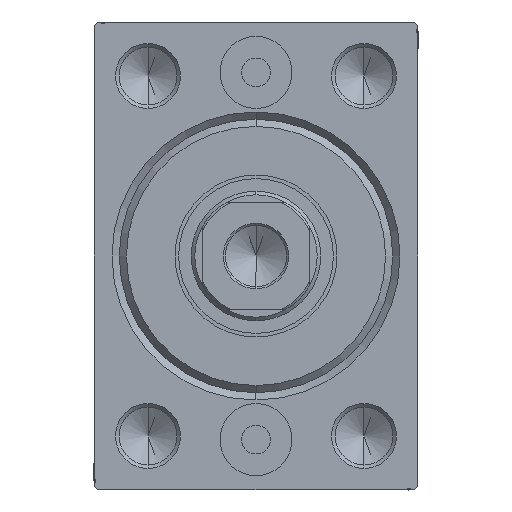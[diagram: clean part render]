
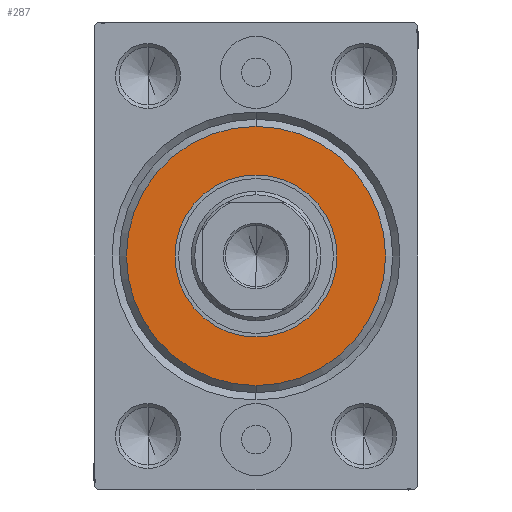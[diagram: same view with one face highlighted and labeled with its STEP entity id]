
A CAD part, left-side view. The second image highlights one B-rep face of the part: STEP entity #287.
In plain terms, the highlighted face is planar.
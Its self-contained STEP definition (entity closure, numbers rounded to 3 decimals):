
#287 = ADVANCED_FACE ( 'NONE', ( #14321, #20574 ), #24577, .T. ) ;
#773 = AXIS2_PLACEMENT_3D ( 'NONE', #5221, #38467, #11914 ) ;
#1120 = VERTEX_POINT ( 'NONE', #18057 ) ;
#4435 = DIRECTION ( 'NONE',  ( 1., 0., 0. ) ) ;
#5221 = CARTESIAN_POINT ( 'NONE',  ( 3., 0., 0. ) ) ;
#6699 = VERTEX_POINT ( 'NONE', #21468 ) ;
#9323 = DIRECTION ( 'NONE',  ( 1., 0., 0. ) ) ;
#10411 = EDGE_LOOP ( 'NONE', ( #32097, #15084 ) ) ;
#10464 = DIRECTION ( 'NONE',  ( 0., 0., -1. ) ) ;
#11914 = DIRECTION ( 'NONE',  ( 0., 0., -1. ) ) ;
#13737 = AXIS2_PLACEMENT_3D ( 'NONE', #29145, #4435, #42530 ) ;
#13804 = CARTESIAN_POINT ( 'NONE',  ( 3., 0., 0. ) ) ;
#14321 = FACE_OUTER_BOUND ( 'NONE', #23447, .T. ) ;
#14441 = CIRCLE ( 'NONE', #13737, 11.25 ) ;
#15084 = ORIENTED_EDGE ( 'NONE', *, *, #31617, .F. ) ;
#15527 = AXIS2_PLACEMENT_3D ( 'NONE', #13804, #27403, #10464 ) ;
#18057 = CARTESIAN_POINT ( 'NONE',  ( 3., 0., 11.25 ) ) ;
#18458 = AXIS2_PLACEMENT_3D ( 'NONE', #39875, #9323, #37853 ) ;
#19889 = CIRCLE ( 'NONE', #18458, 11.25 ) ;
#20022 = CIRCLE ( 'NONE', #773, 18. ) ;
#20574 = FACE_BOUND ( 'NONE', #10411, .T. ) ;
#20808 = VERTEX_POINT ( 'NONE', #24611 ) ;
#21468 = CARTESIAN_POINT ( 'NONE',  ( 3., 0., 18. ) ) ;
#23447 = EDGE_LOOP ( 'NONE', ( #41464, #34456 ) ) ;
#24137 = DIRECTION ( 'NONE',  ( 0., 0., -1. ) ) ;
#24577 = PLANE ( 'NONE',  #43965 ) ;
#24611 = CARTESIAN_POINT ( 'NONE',  ( 3., 0., -11.25 ) ) ;
#25139 = EDGE_CURVE ( 'NONE', #27398, #6699, #34752, .T. ) ;
#27398 = VERTEX_POINT ( 'NONE', #36031 ) ;
#27403 = DIRECTION ( 'NONE',  ( 1., 0., 0. ) ) ;
#29145 = CARTESIAN_POINT ( 'NONE',  ( 3., 0., 0. ) ) ;
#31617 = EDGE_CURVE ( 'NONE', #1120, #20808, #19889, .T. ) ;
#31693 = DIRECTION ( 'NONE',  ( 1., 0., 0. ) ) ;
#32097 = ORIENTED_EDGE ( 'NONE', *, *, #43043, .F. ) ;
#34456 = ORIENTED_EDGE ( 'NONE', *, *, #25139, .T. ) ;
#34752 = CIRCLE ( 'NONE', #15527, 18. ) ;
#34829 = CARTESIAN_POINT ( 'NONE',  ( 3., 0., 0. ) ) ;
#36031 = CARTESIAN_POINT ( 'NONE',  ( 3., 0., -18. ) ) ;
#37266 = EDGE_CURVE ( 'NONE', #6699, #27398, #20022, .T. ) ;
#37853 = DIRECTION ( 'NONE',  ( 0., 0., -1. ) ) ;
#38467 = DIRECTION ( 'NONE',  ( 1., 0., 0. ) ) ;
#39875 = CARTESIAN_POINT ( 'NONE',  ( 3., 0., 0. ) ) ;
#41464 = ORIENTED_EDGE ( 'NONE', *, *, #37266, .T. ) ;
#42530 = DIRECTION ( 'NONE',  ( 0., 0., -1. ) ) ;
#43043 = EDGE_CURVE ( 'NONE', #20808, #1120, #14441, .T. ) ;
#43965 = AXIS2_PLACEMENT_3D ( 'NONE', #34829, #31693, #24137 ) ;
